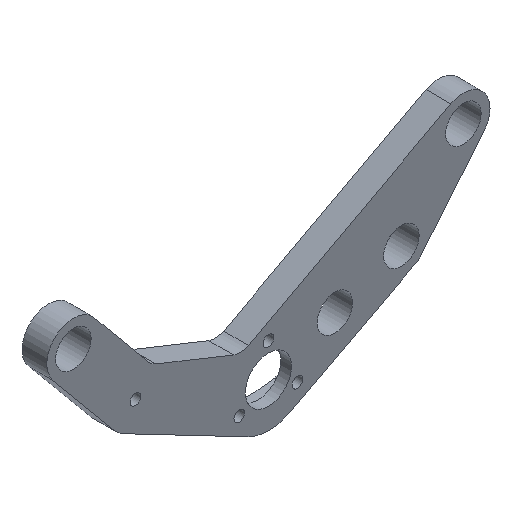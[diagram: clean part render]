
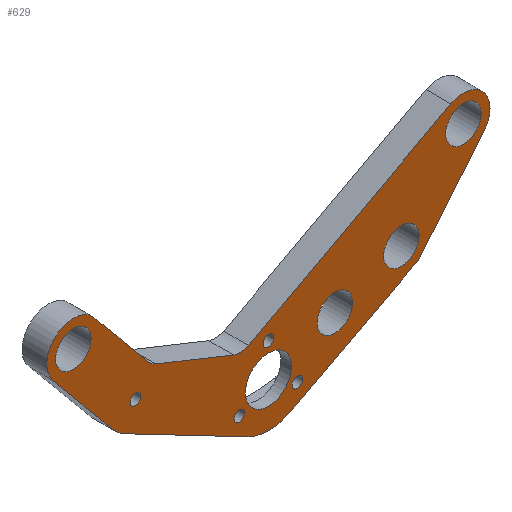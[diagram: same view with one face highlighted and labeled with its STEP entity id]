
A CAD part, isometric view. The second image highlights one B-rep face of the part: STEP entity #629.
In plain terms, the highlighted planar face has unit normal (0, -1, 0).
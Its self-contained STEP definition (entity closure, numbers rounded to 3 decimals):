
#25=FACE_BOUND('',#118,.T.);
#26=FACE_BOUND('',#119,.T.);
#27=FACE_BOUND('',#120,.T.);
#28=FACE_BOUND('',#121,.T.);
#29=FACE_BOUND('',#122,.T.);
#30=FACE_BOUND('',#123,.T.);
#31=FACE_BOUND('',#124,.T.);
#32=FACE_BOUND('',#125,.T.);
#33=FACE_BOUND('',#126,.T.);
#43=PLANE('',#719);
#75=FACE_OUTER_BOUND('',#117,.T.);
#117=EDGE_LOOP('',(#553,#554,#555,#556,#557,#558,#559,#560,#561,#562,#563,
#564,#565,#566));
#118=EDGE_LOOP('',(#567));
#119=EDGE_LOOP('',(#568));
#120=EDGE_LOOP('',(#569));
#121=EDGE_LOOP('',(#570));
#122=EDGE_LOOP('',(#571));
#123=EDGE_LOOP('',(#572));
#124=EDGE_LOOP('',(#573));
#125=EDGE_LOOP('',(#574));
#126=EDGE_LOOP('',(#575));
#135=LINE('',#974,#178);
#148=LINE('',#1033,#191);
#153=LINE('',#1047,#196);
#157=LINE('',#1059,#200);
#161=LINE('',#1071,#204);
#165=LINE('',#1082,#208);
#169=LINE('',#1089,#212);
#178=VECTOR('',#784,10.);
#191=VECTOR('',#851,10.);
#196=VECTOR('',#864,10.);
#200=VECTOR('',#876,10.);
#204=VECTOR('',#888,10.);
#208=VECTOR('',#900,10.);
#212=VECTOR('',#906,10.);
#229=CIRCLE('',#668,5.);
#231=CIRCLE('',#672,5.);
#233=CIRCLE('',#675,6.5);
#235=CIRCLE('',#678,5.);
#236=CIRCLE('',#680,1.5);
#238=CIRCLE('',#683,5.);
#240=CIRCLE('',#686,5.);
#241=CIRCLE('',#688,1.5);
#243=CIRCLE('',#691,5.);
#245=CIRCLE('',#694,1.5);
#246=CIRCLE('',#696,1.5);
#247=CIRCLE('',#699,7.5);
#249=CIRCLE('',#703,12.5);
#251=CIRCLE('',#707,7.5);
#253=CIRCLE('',#711,7.5);
#255=CIRCLE('',#716,7.5);
#273=VERTEX_POINT('',#964);
#274=VERTEX_POINT('',#965);
#277=VERTEX_POINT('',#973);
#279=VERTEX_POINT('',#979);
#281=VERTEX_POINT('',#985);
#283=VERTEX_POINT('',#991);
#284=VERTEX_POINT('',#995);
#286=VERTEX_POINT('',#1001);
#288=VERTEX_POINT('',#1007);
#289=VERTEX_POINT('',#1011);
#291=VERTEX_POINT('',#1017);
#293=VERTEX_POINT('',#1023);
#294=VERTEX_POINT('',#1027);
#295=VERTEX_POINT('',#1031);
#296=VERTEX_POINT('',#1032);
#299=VERTEX_POINT('',#1040);
#301=VERTEX_POINT('',#1046);
#303=VERTEX_POINT('',#1052);
#305=VERTEX_POINT('',#1058);
#307=VERTEX_POINT('',#1064);
#309=VERTEX_POINT('',#1070);
#311=VERTEX_POINT('',#1076);
#314=VERTEX_POINT('',#1087);
#337=EDGE_CURVE('',#273,#274,#229,.T.);
#341=EDGE_CURVE('',#274,#277,#135,.T.);
#344=EDGE_CURVE('',#279,#277,#231,.F.);
#348=EDGE_CURVE('',#281,#281,#233,.T.);
#351=EDGE_CURVE('',#283,#283,#235,.T.);
#353=EDGE_CURVE('',#284,#284,#236,.T.);
#356=EDGE_CURVE('',#286,#286,#238,.T.);
#359=EDGE_CURVE('',#288,#288,#240,.T.);
#361=EDGE_CURVE('',#289,#289,#241,.T.);
#364=EDGE_CURVE('',#291,#291,#243,.T.);
#367=EDGE_CURVE('',#293,#293,#245,.T.);
#369=EDGE_CURVE('',#294,#294,#246,.T.);
#370=EDGE_CURVE('',#295,#296,#148,.T.);
#374=EDGE_CURVE('',#299,#296,#247,.T.);
#377=EDGE_CURVE('',#299,#301,#153,.T.);
#380=EDGE_CURVE('',#303,#301,#249,.T.);
#383=EDGE_CURVE('',#303,#305,#157,.T.);
#386=EDGE_CURVE('',#307,#305,#251,.T.);
#389=EDGE_CURVE('',#307,#309,#161,.T.);
#392=EDGE_CURVE('',#311,#309,#253,.T.);
#395=EDGE_CURVE('',#279,#311,#165,.T.);
#399=EDGE_CURVE('',#314,#273,#169,.T.);
#400=EDGE_CURVE('',#295,#314,#255,.T.);
#553=ORIENTED_EDGE('',*,*,#400,.F.);
#554=ORIENTED_EDGE('',*,*,#370,.T.);
#555=ORIENTED_EDGE('',*,*,#374,.F.);
#556=ORIENTED_EDGE('',*,*,#377,.T.);
#557=ORIENTED_EDGE('',*,*,#380,.F.);
#558=ORIENTED_EDGE('',*,*,#383,.T.);
#559=ORIENTED_EDGE('',*,*,#386,.F.);
#560=ORIENTED_EDGE('',*,*,#389,.T.);
#561=ORIENTED_EDGE('',*,*,#392,.F.);
#562=ORIENTED_EDGE('',*,*,#395,.F.);
#563=ORIENTED_EDGE('',*,*,#344,.T.);
#564=ORIENTED_EDGE('',*,*,#341,.F.);
#565=ORIENTED_EDGE('',*,*,#337,.F.);
#566=ORIENTED_EDGE('',*,*,#399,.F.);
#567=ORIENTED_EDGE('',*,*,#369,.F.);
#568=ORIENTED_EDGE('',*,*,#367,.F.);
#569=ORIENTED_EDGE('',*,*,#364,.F.);
#570=ORIENTED_EDGE('',*,*,#361,.F.);
#571=ORIENTED_EDGE('',*,*,#359,.F.);
#572=ORIENTED_EDGE('',*,*,#356,.F.);
#573=ORIENTED_EDGE('',*,*,#353,.F.);
#574=ORIENTED_EDGE('',*,*,#351,.F.);
#575=ORIENTED_EDGE('',*,*,#348,.F.);
#629=ADVANCED_FACE('',(#75,#25,#26,#27,#28,#29,#30,#31,#32,#33),#43,.F.);
#668=AXIS2_PLACEMENT_3D('',#966,#776,#777);
#672=AXIS2_PLACEMENT_3D('',#980,#789,#790);
#675=AXIS2_PLACEMENT_3D('',#987,#797,#798);
#678=AXIS2_PLACEMENT_3D('',#993,#804,#805);
#680=AXIS2_PLACEMENT_3D('',#997,#809,#810);
#683=AXIS2_PLACEMENT_3D('',#1003,#816,#817);
#686=AXIS2_PLACEMENT_3D('',#1009,#823,#824);
#688=AXIS2_PLACEMENT_3D('',#1013,#828,#829);
#691=AXIS2_PLACEMENT_3D('',#1019,#835,#836);
#694=AXIS2_PLACEMENT_3D('',#1025,#842,#843);
#696=AXIS2_PLACEMENT_3D('',#1029,#847,#848);
#699=AXIS2_PLACEMENT_3D('',#1041,#857,#858);
#703=AXIS2_PLACEMENT_3D('',#1053,#869,#870);
#707=AXIS2_PLACEMENT_3D('',#1065,#881,#882);
#711=AXIS2_PLACEMENT_3D('',#1077,#893,#894);
#716=AXIS2_PLACEMENT_3D('',#1091,#909,#910);
#719=AXIS2_PLACEMENT_3D('',#1094,#915,#916);
#776=DIRECTION('center_axis',(0.,-1.,0.));
#777=DIRECTION('ref_axis',(-0.588,0.,-0.809));
#784=DIRECTION('',(0.929,0.,-0.371));
#789=DIRECTION('center_axis',(0.,-1.,0.));
#790=DIRECTION('ref_axis',(-0.371,0.,-0.929));
#797=DIRECTION('center_axis',(0.,-1.,0.));
#798=DIRECTION('ref_axis',(1.,0.,0.));
#804=DIRECTION('center_axis',(0.,-1.,0.));
#805=DIRECTION('ref_axis',(1.,0.,0.));
#809=DIRECTION('center_axis',(0.,-1.,0.));
#810=DIRECTION('ref_axis',(1.,0.,0.));
#816=DIRECTION('center_axis',(0.,-1.,0.));
#817=DIRECTION('ref_axis',(1.,0.,0.));
#823=DIRECTION('center_axis',(0.,-1.,0.));
#824=DIRECTION('ref_axis',(1.,0.,0.));
#828=DIRECTION('center_axis',(0.,-1.,0.));
#829=DIRECTION('ref_axis',(1.,0.,0.));
#835=DIRECTION('center_axis',(0.,-1.,0.));
#836=DIRECTION('ref_axis',(1.,0.,0.));
#842=DIRECTION('center_axis',(0.,-1.,0.));
#843=DIRECTION('ref_axis',(1.,0.,0.));
#847=DIRECTION('center_axis',(0.,-1.,0.));
#848=DIRECTION('ref_axis',(1.,0.,0.));
#851=DIRECTION('',(0.639,0.,-0.769));
#857=DIRECTION('center_axis',(0.,1.,0.));
#858=DIRECTION('ref_axis',(1.,0.,0.));
#864=DIRECTION('',(0.887,0.,-0.462));
#869=DIRECTION('center_axis',(0.,1.,0.));
#870=DIRECTION('ref_axis',(1.,0.,0.));
#876=DIRECTION('',(0.887,0.,0.462));
#881=DIRECTION('center_axis',(0.,1.,0.));
#882=DIRECTION('ref_axis',(1.,0.,0.));
#888=DIRECTION('',(0.639,0.,0.769));
#893=DIRECTION('center_axis',(0.,1.,0.));
#894=DIRECTION('ref_axis',(1.,0.,0.));
#900=DIRECTION('',(0.882,0.,0.471));
#906=DIRECTION('',(0.639,0.,-0.769));
#909=DIRECTION('center_axis',(0.,1.,0.));
#910=DIRECTION('ref_axis',(1.,0.,0.));
#915=DIRECTION('center_axis',(0.,1.,0.));
#916=DIRECTION('ref_axis',(1.,0.,0.));
#964=CARTESIAN_POINT('',(-33.757,0.,21.153));
#965=CARTESIAN_POINT('',(-31.767,0.,19.704));
#966=CARTESIAN_POINT('Origin',(-29.91,0.,24.347));
#973=CARTESIAN_POINT('',(-9.837,0.,10.934));
#974=CARTESIAN_POINT('',(-34.715,0.,20.883));
#979=CARTESIAN_POINT('',(-5.628,0.,11.165));
#980=CARTESIAN_POINT('Origin',(-7.981,0.,15.577));
#985=CARTESIAN_POINT('',(-6.5,0.,0.));
#987=CARTESIAN_POINT('Origin',(0.,0.,0.));
#991=CARTESIAN_POINT('',(32.5,0.,13.919));
#993=CARTESIAN_POINT('Origin',(37.5,0.,13.919));
#995=CARTESIAN_POINT('',(6.727,0.,-4.75));
#997=CARTESIAN_POINT('Origin',(8.227,0.,-4.75));
#1001=CARTESIAN_POINT('',(50.,0.,35.));
#1003=CARTESIAN_POINT('Origin',(55.,0.,35.));
#1007=CARTESIAN_POINT('',(-60.,0.,35.));
#1009=CARTESIAN_POINT('Origin',(-55.,0.,35.));
#1011=CARTESIAN_POINT('',(-1.5,0.,9.5));
#1013=CARTESIAN_POINT('Origin',(0.,0.,9.5));
#1017=CARTESIAN_POINT('',(13.75,0.,6.96));
#1019=CARTESIAN_POINT('Origin',(18.75,0.,6.96));
#1023=CARTESIAN_POINT('',(-39.,0.,13.919));
#1025=CARTESIAN_POINT('Origin',(-37.5,0.,13.919));
#1027=CARTESIAN_POINT('',(-9.727,0.,-4.75));
#1029=CARTESIAN_POINT('Origin',(-8.227,0.,-4.75));
#1031=CARTESIAN_POINT('',(-60.771,0.,30.209));
#1032=CARTESIAN_POINT('',(-43.271,0.,9.129));
#1033=CARTESIAN_POINT('',(-60.771,0.,30.209));
#1040=CARTESIAN_POINT('',(-40.968,0.,7.27));
#1041=CARTESIAN_POINT('Origin',(-37.5,0.,13.919));
#1046=CARTESIAN_POINT('',(-5.781,0.,-11.083));
#1047=CARTESIAN_POINT('',(-40.968,0.,7.27));
#1052=CARTESIAN_POINT('',(5.781,0.,-11.083));
#1053=CARTESIAN_POINT('Origin',(0.,0.,0.));
#1058=CARTESIAN_POINT('',(40.968,0.,7.27));
#1059=CARTESIAN_POINT('',(5.781,0.,-11.083));
#1064=CARTESIAN_POINT('',(43.271,0.,9.129));
#1065=CARTESIAN_POINT('Origin',(37.5,0.,13.919));
#1070=CARTESIAN_POINT('',(60.771,0.,30.209));
#1071=CARTESIAN_POINT('',(43.271,0.,9.129));
#1076=CARTESIAN_POINT('',(51.471,0.,41.618));
#1077=CARTESIAN_POINT('Origin',(55.,0.,35.));
#1082=CARTESIAN_POINT('',(-5.882,0.,11.029));
#1087=CARTESIAN_POINT('',(-49.229,0.,39.791));
#1089=CARTESIAN_POINT('',(-49.229,0.,39.791));
#1091=CARTESIAN_POINT('Origin',(-55.,0.,35.));
#1094=CARTESIAN_POINT('Origin',(0.,0.,15.));
